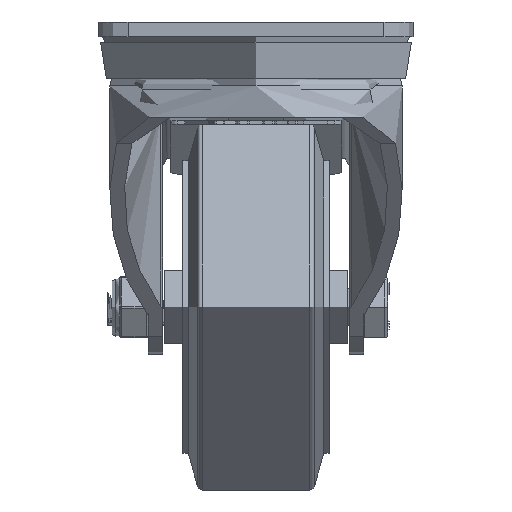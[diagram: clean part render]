
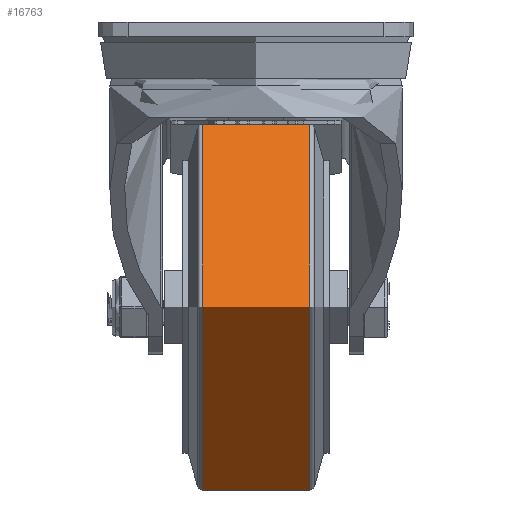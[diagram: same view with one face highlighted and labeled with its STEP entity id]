
A CAD part, left-side view. The second image highlights one B-rep face of the part: STEP entity #16763.
In plain terms, the highlighted cylindrical face has radius 50 mm (diameter 100 mm), a full revolution.
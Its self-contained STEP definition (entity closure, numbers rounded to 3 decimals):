
#2142=FACE_OUTER_BOUND('',#3140,.T.);
#3140=EDGE_LOOP('',(#13314,#13315,#13316,#13317));
#4513=LINE('',#26902,#5844);
#5844=VECTOR('',#21244,50.);
#6765=CIRCLE('',#18297,50.);
#6766=CIRCLE('',#18299,50.);
#7764=VERTEX_POINT('',#26897);
#7765=VERTEX_POINT('',#26901);
#9756=EDGE_CURVE('',#7764,#7764,#6765,.T.);
#9757=EDGE_CURVE('',#7764,#7765,#4513,.T.);
#9758=EDGE_CURVE('',#7765,#7765,#6766,.T.);
#13314=ORIENTED_EDGE('',*,*,#9756,.F.);
#13315=ORIENTED_EDGE('',*,*,#9757,.T.);
#13316=ORIENTED_EDGE('',*,*,#9758,.T.);
#13317=ORIENTED_EDGE('',*,*,#9757,.F.);
#16249=CYLINDRICAL_SURFACE('',#18298,50.);
#16763=ADVANCED_FACE('',(#2142),#16249,.T.);
#18297=AXIS2_PLACEMENT_3D('',#26899,#21240,#21241);
#18298=AXIS2_PLACEMENT_3D('',#26900,#21242,#21243);
#18299=AXIS2_PLACEMENT_3D('',#26903,#21245,#21246);
#21240=DIRECTION('center_axis',(0.,1.,0.));
#21241=DIRECTION('ref_axis',(0.,0.,
1.));
#21242=DIRECTION('center_axis',(0.,1.,0.));
#21243=DIRECTION('ref_axis',(0.,0.,
1.));
#21244=DIRECTION('',(0.,-1.,0.));
#21245=DIRECTION('center_axis',(0.,1.,0.));
#21246=DIRECTION('ref_axis',(0.,0.,
1.));
#26897=CARTESIAN_POINT('',(0.,14.684,-50.));
#26899=CARTESIAN_POINT('Origin',(0.,14.684,
0.));
#26900=CARTESIAN_POINT('Origin',(0.,0.,
0.));
#26901=CARTESIAN_POINT('',(0.,-14.684,-50.));
#26902=CARTESIAN_POINT('',(0.,0.,
-50.));
#26903=CARTESIAN_POINT('Origin',(0.,-14.684,
0.));
